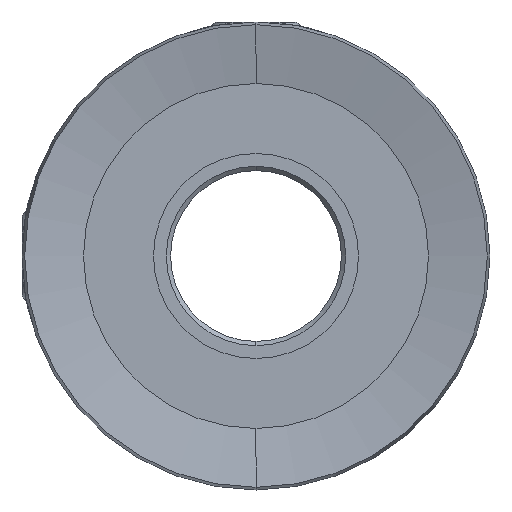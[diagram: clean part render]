
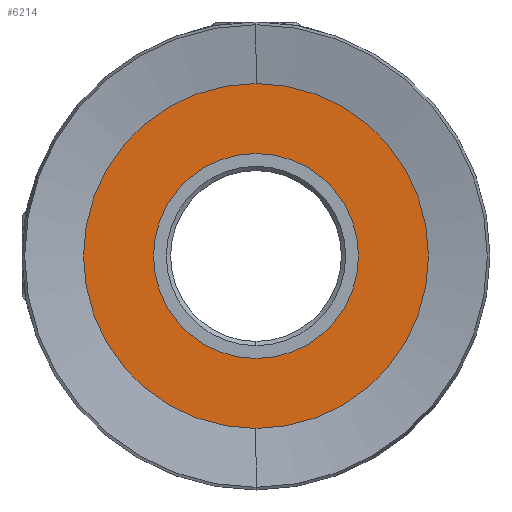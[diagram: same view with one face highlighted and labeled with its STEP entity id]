
A CAD part, left-side view. The second image highlights one B-rep face of the part: STEP entity #6214.
In plain terms, the highlighted planar face has unit normal (-1, 0, 0).
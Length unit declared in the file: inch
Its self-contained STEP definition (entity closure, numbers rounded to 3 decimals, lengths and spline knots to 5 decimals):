
#817 = ORIENTED_EDGE ( 'NONE', *, *, #5615, .F. ) ;
#930 = DIRECTION ( 'NONE',  ( -1., 0., 0. ) ) ;
#998 = CARTESIAN_POINT ( 'NONE',  ( -0.22725, 0., 0. ) ) ;
#1220 = CIRCLE ( 'NONE', #2579, 0.15 ) ;
#1318 = EDGE_CURVE ( 'NONE', #7759, #2151, #3976, .T. ) ;
#1577 = AXIS2_PLACEMENT_3D ( 'NONE', #3467, #930, #6979 ) ;
#1768 = CIRCLE ( 'NONE', #9621, 0.2525 ) ;
#1854 = DIRECTION ( 'NONE',  ( 0., 0., 1. ) ) ;
#2151 = VERTEX_POINT ( 'NONE', #5191 ) ;
#2185 = CARTESIAN_POINT ( 'NONE',  ( -0.22725, 0., 0.2525 ) ) ;
#2359 = CARTESIAN_POINT ( 'NONE',  ( -0.22725, 0., 0. ) ) ;
#2579 = AXIS2_PLACEMENT_3D ( 'NONE', #8908, #3718, #9773 ) ;
#2678 = FACE_OUTER_BOUND ( 'NONE', #5589, .T. ) ;
#2792 = DIRECTION ( 'NONE',  ( -1., 0., 0. ) ) ;
#3214 = DIRECTION ( 'NONE',  ( 0., 0., 1. ) ) ;
#3467 = CARTESIAN_POINT ( 'NONE',  ( -0.22725, 0.2525, 0. ) ) ;
#3718 = DIRECTION ( 'NONE',  ( -1., 0., 0. ) ) ;
#3976 = CIRCLE ( 'NONE', #10464, 0.15 ) ;
#4045 = ORIENTED_EDGE ( 'NONE', *, *, #9247, .T. ) ;
#4225 = AXIS2_PLACEMENT_3D ( 'NONE', #2359, #8394, #3214 ) ;
#5191 = CARTESIAN_POINT ( 'NONE',  ( -0.22725, 0., 0.15 ) ) ;
#5276 = ORIENTED_EDGE ( 'NONE', *, *, #6743, .T. ) ;
#5589 = EDGE_LOOP ( 'NONE', ( #4045, #5276 ) ) ;
#5615 = EDGE_CURVE ( 'NONE', #2151, #7759, #1220, .T. ) ;
#6103 = PLANE ( 'NONE',  #1577 ) ;
#6214 = ADVANCED_FACE ( 'NONE', ( #2678, #9568 ), #6103, .T. ) ;
#6403 = ORIENTED_EDGE ( 'NONE', *, *, #1318, .F. ) ;
#6743 = EDGE_CURVE ( 'NONE', #7739, #10912, #10077, .T. ) ;
#6766 = CARTESIAN_POINT ( 'NONE',  ( -0.22725, 0., -0.2525 ) ) ;
#6979 = DIRECTION ( 'NONE',  ( 0., 0., 1. ) ) ;
#7040 = DIRECTION ( 'NONE',  ( -1., 0., 0. ) ) ;
#7673 = CARTESIAN_POINT ( 'NONE',  ( -0.22725, 0., -0.15 ) ) ;
#7739 = VERTEX_POINT ( 'NONE', #6766 ) ;
#7759 = VERTEX_POINT ( 'NONE', #7673 ) ;
#7985 = CARTESIAN_POINT ( 'NONE',  ( -0.22725, 0., 0. ) ) ;
#8394 = DIRECTION ( 'NONE',  ( -1., 0., 0. ) ) ;
#8833 = DIRECTION ( 'NONE',  ( 0., 0., 1. ) ) ;
#8908 = CARTESIAN_POINT ( 'NONE',  ( -0.22725, 0., 0. ) ) ;
#9247 = EDGE_CURVE ( 'NONE', #10912, #7739, #1768, .T. ) ;
#9568 = FACE_BOUND ( 'NONE', #9988, .T. ) ;
#9621 = AXIS2_PLACEMENT_3D ( 'NONE', #7985, #2792, #8833 ) ;
#9773 = DIRECTION ( 'NONE',  ( 0., 0., 1. ) ) ;
#9988 = EDGE_LOOP ( 'NONE', ( #817, #6403 ) ) ;
#10077 = CIRCLE ( 'NONE', #4225, 0.2525 ) ;
#10464 = AXIS2_PLACEMENT_3D ( 'NONE', #998, #7040, #1854 ) ;
#10912 = VERTEX_POINT ( 'NONE', #2185 ) ;
